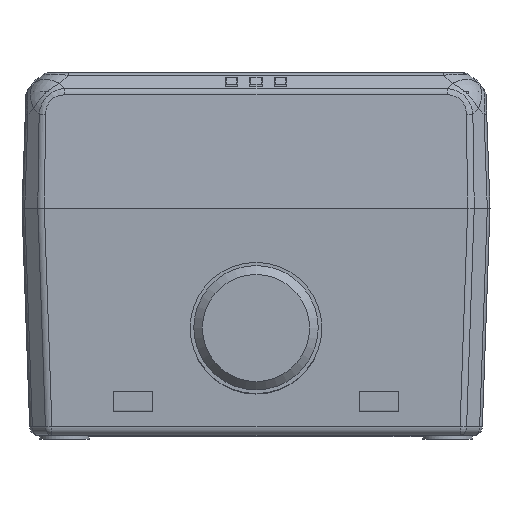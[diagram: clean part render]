
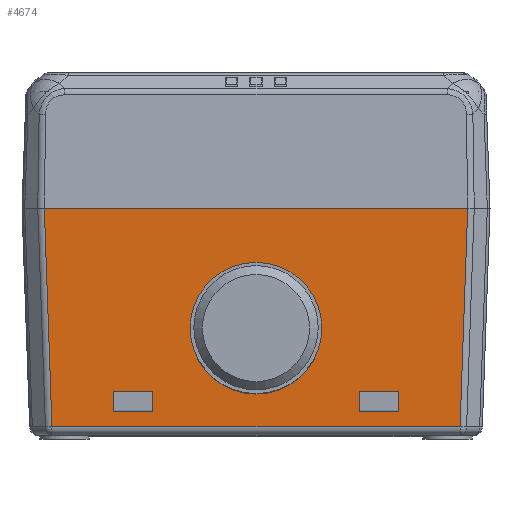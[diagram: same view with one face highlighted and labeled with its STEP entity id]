
A CAD part, front view. The second image highlights one B-rep face of the part: STEP entity #4674.
In plain terms, the highlighted planar face has unit normal (0, -0.999, -0.035).
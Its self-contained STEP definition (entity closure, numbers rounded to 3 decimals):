
#1007=LINE('',#30963,#2676);
#1017=LINE('',#30997,#2686);
#1020=LINE('',#31003,#2689);
#1022=LINE('',#31007,#2691);
#1024=LINE('',#31011,#2693);
#1029=LINE('',#31022,#2698);
#1032=LINE('',#31028,#2701);
#1034=LINE('',#31032,#2703);
#1036=LINE('',#31036,#2705);
#1215=LINE('',#32073,#2892);
#1216=LINE('',#32076,#2893);
#1217=LINE('',#32077,#2894);
#2676=VECTOR('',#22674,1.);
#2686=VECTOR('',#22698,1.);
#2689=VECTOR('',#22703,1.);
#2691=VECTOR('',#22707,1.);
#2693=VECTOR('',#22711,1.);
#2698=VECTOR('',#22720,1.);
#2701=VECTOR('',#22725,1.);
#2703=VECTOR('',#22729,1.);
#2705=VECTOR('',#22733,1.);
#2892=VECTOR('',#23358,1.);
#2893=VECTOR('',#23359,1.);
#2894=VECTOR('',#23360,1.);
#4038=FACE_BOUND('',#7529,.T.);
#4039=FACE_BOUND('',#7530,.T.);
#4040=FACE_BOUND('',#7531,.T.);
#4041=FACE_BOUND('',#7532,.T.);
#4674=ADVANCED_FACE('',(#4038,#4039,#4040,#4041),#5597,.T.);
#5597=PLANE('',#20192);
#7529=EDGE_LOOP('',(#10824,#10825,#10826,#10827));
#7530=EDGE_LOOP('',(#10828,#10829,#10830,#10831));
#7531=EDGE_LOOP('',(#10832));
#7532=EDGE_LOOP('',(#10833,#10834,#10835,#10836));
#8525=CIRCLE('',#19980,10.7);
#10824=ORIENTED_EDGE('',*,*,#17090,.T.);
#10825=ORIENTED_EDGE('',*,*,#17097,.T.);
#10826=ORIENTED_EDGE('',*,*,#17095,.T.);
#10827=ORIENTED_EDGE('',*,*,#17093,.T.);
#10828=ORIENTED_EDGE('',*,*,#17435,.F.);
#10829=ORIENTED_EDGE('',*,*,#17436,.T.);
#10830=ORIENTED_EDGE('',*,*,#17077,.T.);
#10831=ORIENTED_EDGE('',*,*,#17437,.T.);
#10832=ORIENTED_EDGE('',*,*,#17113,.F.);
#10833=ORIENTED_EDGE('',*,*,#17102,.T.);
#10834=ORIENTED_EDGE('',*,*,#17109,.T.);
#10835=ORIENTED_EDGE('',*,*,#17107,.T.);
#10836=ORIENTED_EDGE('',*,*,#17105,.T.);
#15007=VERTEX_POINT('',#30935);
#15011=VERTEX_POINT('',#30944);
#15023=VERTEX_POINT('',#30998);
#15024=VERTEX_POINT('',#30999);
#15025=VERTEX_POINT('',#31004);
#15026=VERTEX_POINT('',#31008);
#15031=VERTEX_POINT('',#31023);
#15032=VERTEX_POINT('',#31024);
#15033=VERTEX_POINT('',#31029);
#15034=VERTEX_POINT('',#31033);
#15038=VERTEX_POINT('',#31048);
#15258=VERTEX_POINT('',#32074);
#15259=VERTEX_POINT('',#32075);
#17077=EDGE_CURVE('',#15011,#15007,#1007,.T.);
#17090=EDGE_CURVE('',#15023,#15024,#1017,.T.);
#17093=EDGE_CURVE('',#15025,#15023,#1020,.T.);
#17095=EDGE_CURVE('',#15026,#15025,#1022,.T.);
#17097=EDGE_CURVE('',#15024,#15026,#1024,.T.);
#17102=EDGE_CURVE('',#15031,#15032,#1029,.T.);
#17105=EDGE_CURVE('',#15033,#15031,#1032,.T.);
#17107=EDGE_CURVE('',#15034,#15033,#1034,.T.);
#17109=EDGE_CURVE('',#15032,#15034,#1036,.T.);
#17113=EDGE_CURVE('',#15038,#15038,#8525,.T.);
#17435=EDGE_CURVE('',#15258,#15259,#1215,.T.);
#17436=EDGE_CURVE('',#15258,#15011,#1216,.T.);
#17437=EDGE_CURVE('',#15007,#15259,#1217,.T.);
#19980=AXIS2_PLACEMENT_3D('',#31047,#22748,#22749);
#20192=AXIS2_PLACEMENT_3D('',#32078,#23361,#23362);
#22674=DIRECTION('',(1.,0.,0.));
#22698=DIRECTION('',(-1.,0.,0.));
#22703=DIRECTION('',(0.,0.035,-0.999));
#22707=DIRECTION('',(1.,0.,0.));
#22711=DIRECTION('',(0.,-0.035,0.999));
#22720=DIRECTION('',(0.,0.035,-0.999));
#22725=DIRECTION('',(1.,0.,0.));
#22729=DIRECTION('',(0.,-0.035,0.999));
#22733=DIRECTION('',(-1.,0.,0.));
#22748=DIRECTION('',(0.,-0.999,-0.035));
#22749=DIRECTION('',(-1.,0.,0.));
#23358=DIRECTION('',(1.,0.,0.));
#23359=DIRECTION('',(0.035,0.035,-0.999));
#23360=DIRECTION('',(0.035,-0.035,0.999));
#23361=DIRECTION('',(0.,-0.999,-0.035));
#23362=DIRECTION('',(0.,0.035,-0.999));
#30935=CARTESIAN_POINT('',(33.138,-68.76,1.458));
#30944=CARTESIAN_POINT('',(-33.138,-68.76,1.458));
#30963=CARTESIAN_POINT('',(38.1,-68.76,1.458));
#30997=CARTESIAN_POINT('',(23.2,-68.847,3.953));
#30998=CARTESIAN_POINT('',(23.2,-68.847,3.953));
#30999=CARTESIAN_POINT('',(16.8,-68.847,3.953));
#31003=CARTESIAN_POINT('',(23.2,-68.959,7.151));
#31004=CARTESIAN_POINT('',(23.2,-68.959,7.151));
#31007=CARTESIAN_POINT('',(16.8,-68.959,7.151));
#31008=CARTESIAN_POINT('',(16.8,-68.959,7.151));
#31011=CARTESIAN_POINT('',(16.8,-68.847,3.953));
#31022=CARTESIAN_POINT('',(-16.8,-68.959,7.151));
#31023=CARTESIAN_POINT('',(-16.8,-68.959,7.151));
#31024=CARTESIAN_POINT('',(-16.8,-68.847,3.953));
#31028=CARTESIAN_POINT('',(-23.2,-68.959,7.151));
#31029=CARTESIAN_POINT('',(-23.2,-68.959,7.151));
#31032=CARTESIAN_POINT('',(-23.2,-68.847,3.953));
#31033=CARTESIAN_POINT('',(-23.2,-68.847,3.953));
#31036=CARTESIAN_POINT('',(-16.8,-68.847,3.953));
#31047=CARTESIAN_POINT('',(0.,-69.319,17.445));
#31048=CARTESIAN_POINT('',(-10.7,-69.319,17.445));
#32073=CARTESIAN_POINT('',(38.1,-70.,36.95));
#32074=CARTESIAN_POINT('',(-34.377,-70.,36.95));
#32075=CARTESIAN_POINT('',(34.377,-70.,36.95));
#32076=CARTESIAN_POINT('',(-34.289,-69.912,34.429));
#32077=CARTESIAN_POINT('',(34.382,-70.004,37.083));
#32078=CARTESIAN_POINT('',(38.1,-70.,36.953));
